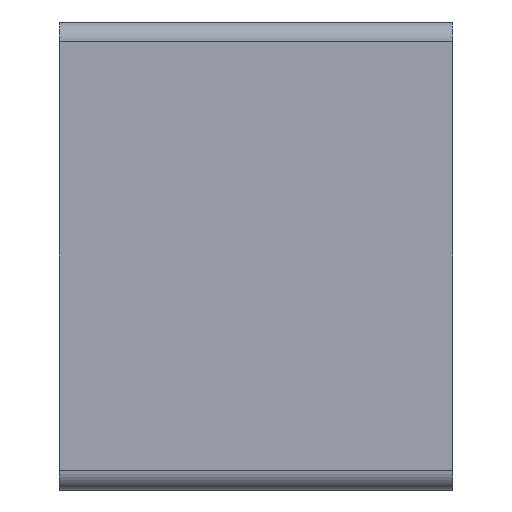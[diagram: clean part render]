
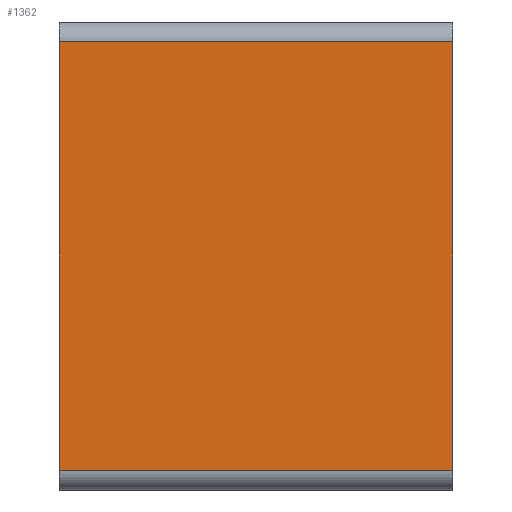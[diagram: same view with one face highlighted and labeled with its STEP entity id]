
A CAD part, left-side view. The second image highlights one B-rep face of the part: STEP entity #1362.
In plain terms, the highlighted planar face has unit normal (-1, 0, 0).
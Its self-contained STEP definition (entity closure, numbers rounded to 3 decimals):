
#1021=CARTESIAN_POINT('',(-527.0,197.0,-109.0));
#1022=VERTEX_POINT('',#1021);
#1040=CARTESIAN_POINT('',(-527.0,-3.0,-109.0));
#1041=VERTEX_POINT('',#1040);
#1049=CARTESIAN_POINT('',(-527.0,-3.0,-109.0));
#1050=DIRECTION('',(0.0,1.0,0.0));
#1051=VECTOR('',#1050,200.0);
#1052=LINE('',#1049,#1051);
#1053=EDGE_CURVE('',#1041,#1022,#1052,.T.);
#1106=CARTESIAN_POINT('',(-527.0,-3.0,109.0));
#1107=VERTEX_POINT('',#1106);
#1115=CARTESIAN_POINT('',(-527.0,-3.0,109.0));
#1116=DIRECTION('',(0.0,0.0,-1.0));
#1117=VECTOR('',#1116,218.0);
#1118=LINE('',#1115,#1117);
#1119=EDGE_CURVE('',#1107,#1041,#1118,.T.);
#1292=CARTESIAN_POINT('',(-527.0,197.0,109.0));
#1293=VERTEX_POINT('',#1292);
#1301=CARTESIAN_POINT('',(-527.0,197.0,109.0));
#1302=DIRECTION('',(0.0,-1.0,0.0));
#1303=VECTOR('',#1302,200.0);
#1304=LINE('',#1301,#1303);
#1305=EDGE_CURVE('',#1293,#1107,#1304,.T.);
#1346=CARTESIAN_POINT('',(-527.0,0.0,-119.0));
#1347=DIRECTION('',(-1.0,0.0,0.0));
#1348=DIRECTION('',(0.0,0.0,1.0));
#1349=AXIS2_PLACEMENT_3D('',#1346,#1347,#1348);
#1350=PLANE('',#1349);
#1351=ORIENTED_EDGE('',*,*,#1053,.F.);
#1352=ORIENTED_EDGE('',*,*,#1119,.F.);
#1353=ORIENTED_EDGE('',*,*,#1305,.F.);
#1354=CARTESIAN_POINT('',(-527.0,197.0,-109.0));
#1355=DIRECTION('',(0.0,0.0,1.0));
#1356=VECTOR('',#1355,218.0);
#1357=LINE('',#1354,#1356);
#1358=EDGE_CURVE('',#1022,#1293,#1357,.T.);
#1359=ORIENTED_EDGE('',*,*,#1358,.F.);
#1360=EDGE_LOOP('',(#1351,#1352,#1353,#1359));
#1361=FACE_OUTER_BOUND('',#1360,.T.);
#1362=ADVANCED_FACE('',(#1361),#1350,.T.);
